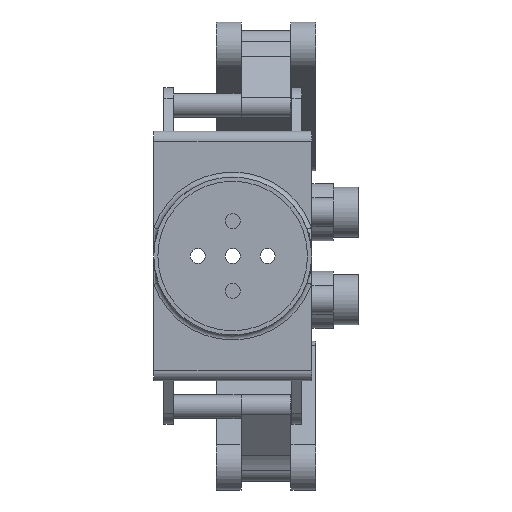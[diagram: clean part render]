
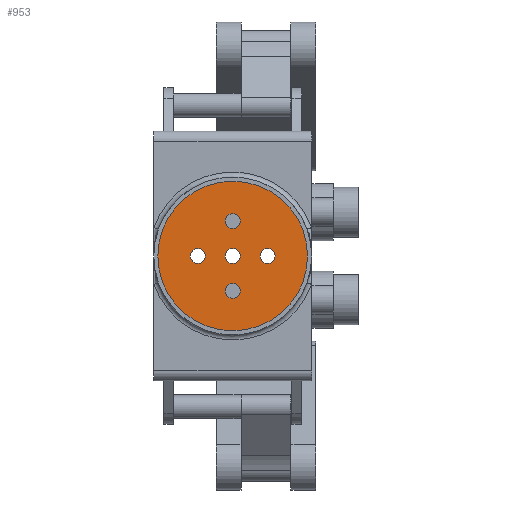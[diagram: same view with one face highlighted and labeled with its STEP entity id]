
A CAD part, front view. The second image highlights one B-rep face of the part: STEP entity #953.
In plain terms, the highlighted planar face has unit normal (0, -1, 0).
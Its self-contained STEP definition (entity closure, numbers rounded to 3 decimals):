
#122 = DIRECTION ( 'NONE',  ( 0., -1., 0. ) ) ;
#247 = EDGE_CURVE ( 'NONE', #10813, #7969, #5565, .T. ) ;
#273 = EDGE_CURVE ( 'NONE', #11515, #2959, #12189, .T. ) ;
#287 = CARTESIAN_POINT ( 'NONE',  ( 0., -27.153, 15.83 ) ) ;
#376 = CARTESIAN_POINT ( 'NONE',  ( 7., -27.153, 17.33 ) ) ;
#822 = EDGE_CURVE ( 'NONE', #7422, #8221, #7758, .T. ) ;
#827 = VERTEX_POINT ( 'NONE', #8217 ) ;
#839 = DIRECTION ( 'NONE',  ( 0., -1., 0. ) ) ;
#918 = CARTESIAN_POINT ( 'NONE',  ( 7., -27.153, 14.33 ) ) ;
#924 = CARTESIAN_POINT ( 'NONE',  ( 0., -27.153, 30.83 ) ) ;
#953 = ADVANCED_FACE ( 'NONE', ( #6663, #10417, #6498, #9952, #7288, #3998 ), #8586, .F. ) ;
#1056 = AXIS2_PLACEMENT_3D ( 'NONE', #10482, #12532, #12571 ) ;
#1088 = CIRCLE ( 'NONE', #8845, 1.5 ) ;
#1110 = DIRECTION ( 'NONE',  ( 0., -1., 0. ) ) ;
#1134 = EDGE_CURVE ( 'NONE', #827, #12239, #6813, .T. ) ;
#1142 = EDGE_LOOP ( 'NONE', ( #4300, #3676 ) ) ;
#1173 = CIRCLE ( 'NONE', #6759, 15. ) ;
#1260 = VERTEX_POINT ( 'NONE', #918 ) ;
#1314 = CIRCLE ( 'NONE', #10711, 1.5 ) ;
#1351 = DIRECTION ( 'NONE',  ( 0., -1., 0. ) ) ;
#1673 = ORIENTED_EDGE ( 'NONE', *, *, #2628, .F. ) ;
#1752 = AXIS2_PLACEMENT_3D ( 'NONE', #11490, #4581, #12556 ) ;
#1806 = DIRECTION ( 'NONE',  ( 0., -1., 0. ) ) ;
#2132 = VERTEX_POINT ( 'NONE', #924 ) ;
#2315 = ORIENTED_EDGE ( 'NONE', *, *, #247, .F. ) ;
#2420 = AXIS2_PLACEMENT_3D ( 'NONE', #5816, #1806, #3738 ) ;
#2577 = EDGE_CURVE ( 'NONE', #9154, #1260, #13082, .T. ) ;
#2585 = CARTESIAN_POINT ( 'NONE',  ( 0., -27.153, 22.83 ) ) ;
#2628 = EDGE_CURVE ( 'NONE', #2959, #11515, #1088, .T. ) ;
#2677 = AXIS2_PLACEMENT_3D ( 'NONE', #11678, #5647, #11592 ) ;
#2959 = VERTEX_POINT ( 'NONE', #4887 ) ;
#3262 = EDGE_CURVE ( 'NONE', #12301, #2132, #1173, .T. ) ;
#3310 = ORIENTED_EDGE ( 'NONE', *, *, #273, .F. ) ;
#3476 = DIRECTION ( 'NONE',  ( 0., -1., 0. ) ) ;
#3558 = DIRECTION ( 'NONE',  ( 0., -1., 0. ) ) ;
#3676 = ORIENTED_EDGE ( 'NONE', *, *, #1134, .F. ) ;
#3738 = DIRECTION ( 'NONE',  ( 0., 0., -1. ) ) ;
#3793 = ORIENTED_EDGE ( 'NONE', *, *, #10250, .F. ) ;
#3883 = CARTESIAN_POINT ( 'NONE',  ( 0., -27.153, 10.33 ) ) ;
#3998 = FACE_OUTER_BOUND ( 'NONE', #12603, .T. ) ;
#4226 = EDGE_CURVE ( 'NONE', #1260, #9154, #1314, .T. ) ;
#4300 = ORIENTED_EDGE ( 'NONE', *, *, #6184, .F. ) ;
#4464 = CIRCLE ( 'NONE', #6149, 1.5 ) ;
#4485 = DIRECTION ( 'NONE',  ( 0., 0., -1. ) ) ;
#4581 = DIRECTION ( 'NONE',  ( 0., 1., 0. ) ) ;
#4649 = CARTESIAN_POINT ( 'NONE',  ( 0., -27.153, 0.83 ) ) ;
#4673 = ORIENTED_EDGE ( 'NONE', *, *, #4226, .F. ) ;
#4803 = AXIS2_PLACEMENT_3D ( 'NONE', #7121, #1110, #12297 ) ;
#4887 = CARTESIAN_POINT ( 'NONE',  ( -7., -27.153, 17.33 ) ) ;
#5565 = CIRCLE ( 'NONE', #12882, 1.5 ) ;
#5647 = DIRECTION ( 'NONE',  ( 0., -1., 0. ) ) ;
#5816 = CARTESIAN_POINT ( 'NONE',  ( 0., -27.153, 15.83 ) ) ;
#6149 = AXIS2_PLACEMENT_3D ( 'NONE', #8356, #1351, #4485 ) ;
#6184 = EDGE_CURVE ( 'NONE', #12239, #827, #7268, .T. ) ;
#6257 = DIRECTION ( 'NONE',  ( 0., -1., 0. ) ) ;
#6452 = CIRCLE ( 'NONE', #2677, 1.5 ) ;
#6498 = FACE_BOUND ( 'NONE', #10344, .T. ) ;
#6634 = ORIENTED_EDGE ( 'NONE', *, *, #3262, .T. ) ;
#6663 = FACE_BOUND ( 'NONE', #1142, .T. ) ;
#6759 = AXIS2_PLACEMENT_3D ( 'NONE', #10328, #6257, #8317 ) ;
#6813 = CIRCLE ( 'NONE', #2420, 1.5 ) ;
#7121 = CARTESIAN_POINT ( 'NONE',  ( 7., -27.153, 15.83 ) ) ;
#7246 = ORIENTED_EDGE ( 'NONE', *, *, #2577, .F. ) ;
#7268 = CIRCLE ( 'NONE', #10383, 1.5 ) ;
#7288 = FACE_BOUND ( 'NONE', #12528, .T. ) ;
#7377 = DIRECTION ( 'NONE',  ( 0., 0., -1. ) ) ;
#7422 = VERTEX_POINT ( 'NONE', #8306 ) ;
#7758 = CIRCLE ( 'NONE', #10096, 1.5 ) ;
#7907 = CARTESIAN_POINT ( 'NONE',  ( 0., -27.153, 21.33 ) ) ;
#7915 = DIRECTION ( 'NONE',  ( 0., 0., -1. ) ) ;
#7969 = VERTEX_POINT ( 'NONE', #7907 ) ;
#8168 = EDGE_LOOP ( 'NONE', ( #9364, #2315 ) ) ;
#8217 = CARTESIAN_POINT ( 'NONE',  ( 0., -27.153, 17.33 ) ) ;
#8221 = VERTEX_POINT ( 'NONE', #3883 ) ;
#8306 = CARTESIAN_POINT ( 'NONE',  ( 0., -27.153, 7.33 ) ) ;
#8317 = DIRECTION ( 'NONE',  ( 0., 0., -1. ) ) ;
#8356 = CARTESIAN_POINT ( 'NONE',  ( 0., -27.153, 8.83 ) ) ;
#8418 = CARTESIAN_POINT ( 'NONE',  ( -7., -27.153, 15.83 ) ) ;
#8586 = PLANE ( 'NONE',  #1752 ) ;
#8845 = AXIS2_PLACEMENT_3D ( 'NONE', #8418, #3476, #9340 ) ;
#9154 = VERTEX_POINT ( 'NONE', #376 ) ;
#9169 = EDGE_CURVE ( 'NONE', #2132, #12301, #11097, .T. ) ;
#9340 = DIRECTION ( 'NONE',  ( 0., 0., -1. ) ) ;
#9364 = ORIENTED_EDGE ( 'NONE', *, *, #12830, .F. ) ;
#9952 = FACE_BOUND ( 'NONE', #10640, .T. ) ;
#10086 = ORIENTED_EDGE ( 'NONE', *, *, #9169, .T. ) ;
#10096 = AXIS2_PLACEMENT_3D ( 'NONE', #11378, #122, #11294 ) ;
#10250 = EDGE_CURVE ( 'NONE', #8221, #7422, #4464, .T. ) ;
#10328 = CARTESIAN_POINT ( 'NONE',  ( 0., -27.153, 15.83 ) ) ;
#10344 = EDGE_LOOP ( 'NONE', ( #4673, #7246 ) ) ;
#10383 = AXIS2_PLACEMENT_3D ( 'NONE', #287, #12398, #7377 ) ;
#10417 = FACE_BOUND ( 'NONE', #8168, .T. ) ;
#10482 = CARTESIAN_POINT ( 'NONE',  ( 0., -27.153, 15.83 ) ) ;
#10546 = CARTESIAN_POINT ( 'NONE',  ( -7., -27.153, 15.83 ) ) ;
#10547 = CARTESIAN_POINT ( 'NONE',  ( -7., -27.153, 14.33 ) ) ;
#10640 = EDGE_LOOP ( 'NONE', ( #12119, #3793 ) ) ;
#10673 = AXIS2_PLACEMENT_3D ( 'NONE', #10546, #3558, #12681 ) ;
#10711 = AXIS2_PLACEMENT_3D ( 'NONE', #12926, #839, #7915 ) ;
#10813 = VERTEX_POINT ( 'NONE', #11413 ) ;
#11097 = CIRCLE ( 'NONE', #1056, 15. ) ;
#11294 = DIRECTION ( 'NONE',  ( 0., 0., -1. ) ) ;
#11378 = CARTESIAN_POINT ( 'NONE',  ( 0., -27.153, 8.83 ) ) ;
#11413 = CARTESIAN_POINT ( 'NONE',  ( 0., -27.153, 24.33 ) ) ;
#11490 = CARTESIAN_POINT ( 'NONE',  ( -23.049, -27.153, 2. ) ) ;
#11515 = VERTEX_POINT ( 'NONE', #10547 ) ;
#11592 = DIRECTION ( 'NONE',  ( 0., 0., -1. ) ) ;
#11661 = DIRECTION ( 'NONE',  ( 0., 0., -1. ) ) ;
#11678 = CARTESIAN_POINT ( 'NONE',  ( 0., -27.153, 22.83 ) ) ;
#11770 = CARTESIAN_POINT ( 'NONE',  ( 0., -27.153, 14.33 ) ) ;
#12119 = ORIENTED_EDGE ( 'NONE', *, *, #822, .F. ) ;
#12189 = CIRCLE ( 'NONE', #10673, 1.5 ) ;
#12239 = VERTEX_POINT ( 'NONE', #11770 ) ;
#12297 = DIRECTION ( 'NONE',  ( 0., 0., -1. ) ) ;
#12301 = VERTEX_POINT ( 'NONE', #4649 ) ;
#12398 = DIRECTION ( 'NONE',  ( 0., -1., 0. ) ) ;
#12510 = DIRECTION ( 'NONE',  ( 0., -1., 0. ) ) ;
#12528 = EDGE_LOOP ( 'NONE', ( #3310, #1673 ) ) ;
#12532 = DIRECTION ( 'NONE',  ( 0., -1., 0. ) ) ;
#12556 = DIRECTION ( 'NONE',  ( 0., 0., 1. ) ) ;
#12571 = DIRECTION ( 'NONE',  ( 0., 0., -1. ) ) ;
#12603 = EDGE_LOOP ( 'NONE', ( #10086, #6634 ) ) ;
#12681 = DIRECTION ( 'NONE',  ( 0., 0., -1. ) ) ;
#12830 = EDGE_CURVE ( 'NONE', #7969, #10813, #6452, .T. ) ;
#12882 = AXIS2_PLACEMENT_3D ( 'NONE', #2585, #12510, #11661 ) ;
#12926 = CARTESIAN_POINT ( 'NONE',  ( 7., -27.153, 15.83 ) ) ;
#13082 = CIRCLE ( 'NONE', #4803, 1.5 ) ;
